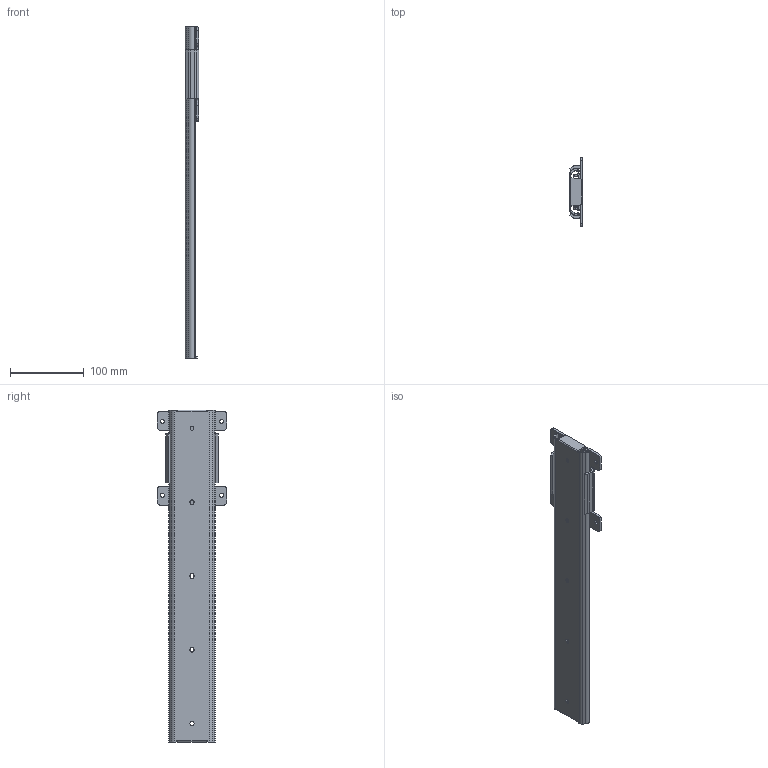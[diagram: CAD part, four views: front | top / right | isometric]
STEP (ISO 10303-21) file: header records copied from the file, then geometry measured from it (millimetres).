
FILE_DESCRIPTION (( 'STEP AP203' ), '1' );
FILE_NAME ('6315-450.STEP', '2020-06-19T02:50:01', ( '' ), ( '' ), 'SwSTEP 2.0', 'SolidWorks 2019', '' );
FILE_SCHEMA (( 'CONFIG_CONTROL_DESIGN' ));
Length unit declared in the file: millimetre
Products named in the file (4): IM6315; IMプレート; OM 6315-450; 6315-450
Assembly tree (3 placements, depth 2):
  6315-450
    OM 6315-450
    IM6315
    IMプレート
Bounding box: 18 x 94 x 450 mm (x, y, z)
Volume: 123653.7 mm3; surface area: 117351.9 mm2
Topology: 3 solids, 3 shells, 174 faces, 480 edges, 316 vertices
Faces by surface type: cylinder 86, plane 84, torus 4
Entity records: 6186 total; most frequent: CARTESIAN_POINT 1176, DIRECTION 988, ORIENTED_EDGE 960, EDGE_CURVE 480, AXIS2_PLACEMENT_3D 352, VERTEX_POINT 316, LINE 284, VECTOR 284
